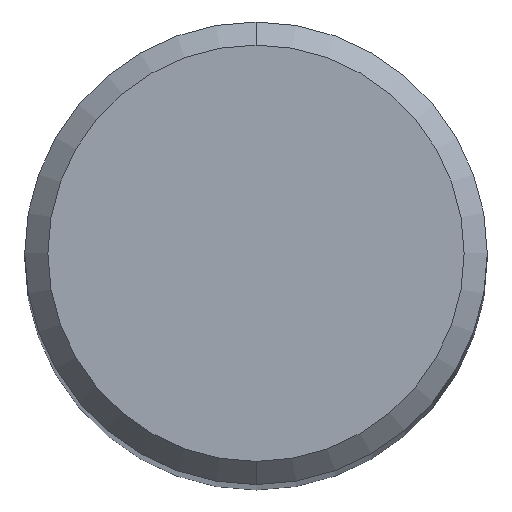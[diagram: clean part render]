
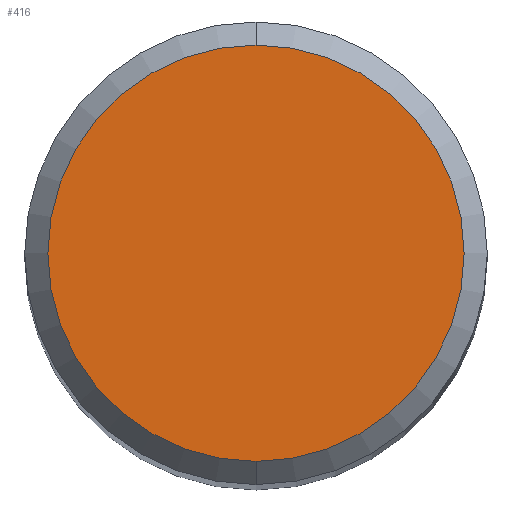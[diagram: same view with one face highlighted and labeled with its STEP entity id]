
A CAD part, top view. The second image highlights one B-rep face of the part: STEP entity #416.
In plain terms, the highlighted planar face has unit normal (0, 0, 1).
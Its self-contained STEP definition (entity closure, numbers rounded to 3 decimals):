
#360=EDGE_CURVE('',#370,#718,#929,.T.);
#368=EDGE_CURVE('',#718,#370,#937,.T.);
#370=VERTEX_POINT('',#939);
#416=ADVANCED_FACE('',(#990),#991,.T.);
#718=VERTEX_POINT('',#1325);
#929=CIRCLE('',#2248,3.6);
#937=CIRCLE('',#2295,3.6);
#939=CARTESIAN_POINT('',(0.0,3.6,0.0));
#990=FACE_OUTER_BOUND('',#2535,.T.);
#991=PLANE('',#2536);
#1325=CARTESIAN_POINT('',(0.,-3.6,0.0));
#2248=AXIS2_PLACEMENT_3D('',#5925,#5926,#5927);
#2295=AXIS2_PLACEMENT_3D('',#5929,#5930,#5931);
#2535=EDGE_LOOP('',(#5993,#5994));
#2536=AXIS2_PLACEMENT_3D('',#5995,#5996,#5997);
#5925=CARTESIAN_POINT('',(0.0,0.0,0.0));
#5926=DIRECTION('',(0.0,0.0,-1.0));
#5927=DIRECTION('',(0.0,1.0,0.0));
#5929=CARTESIAN_POINT('',(0.0,0.0,0.0));
#5930=DIRECTION('',(0.0,0.0,-1.0));
#5931=DIRECTION('',(0.0,1.0,0.0));
#5993=ORIENTED_EDGE('',*,*,#360,.F.);
#5994=ORIENTED_EDGE('',*,*,#368,.F.);
#5995=CARTESIAN_POINT('',(0.0,1.8,0.0));
#5996=DIRECTION('',(-0.0,0.0,1.0));
#5997=DIRECTION('',(0.0,-1.0,0.0));
